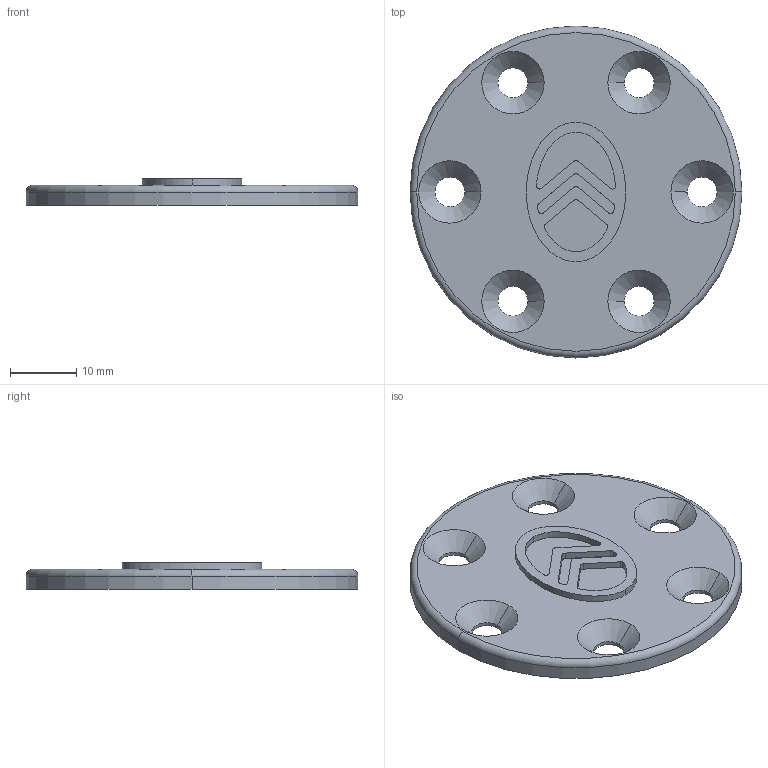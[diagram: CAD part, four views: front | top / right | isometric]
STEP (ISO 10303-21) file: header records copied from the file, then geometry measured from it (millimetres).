
FILE_DESCRIPTION (( 'STEP AP214' ), '1' );
FILE_NAME ('000043-02-011_Centre de volant.STEP', '2022-01-21T12:41:48', ( '' ), ( '' ), 'SwSTEP 2.0', 'SolidWorks 2014', '' );
FILE_SCHEMA (( 'AUTOMOTIVE_DESIGN' ));
Length unit declared in the file: millimetre
Products named in the file (1): 000043-02-011_Centre de volant
Bounding box: 50 x 50 x 4 mm (x, y, z)
Volume: 5346.2 mm3; surface area: 4715.5 mm2
Topology: 2 solids, 2 shells, 62 faces, 160 edges, 102 vertices
Faces by surface type: cylinder 29, cone 12, plane 12, bspline 7, torus 2
Entity records: 2006 total; most frequent: CARTESIAN_POINT 416, DIRECTION 332, ORIENTED_EDGE 320, EDGE_CURVE 160, AXIS2_PLACEMENT_3D 130, VERTEX_POINT 102, EDGE_LOOP 80, CIRCLE 74
